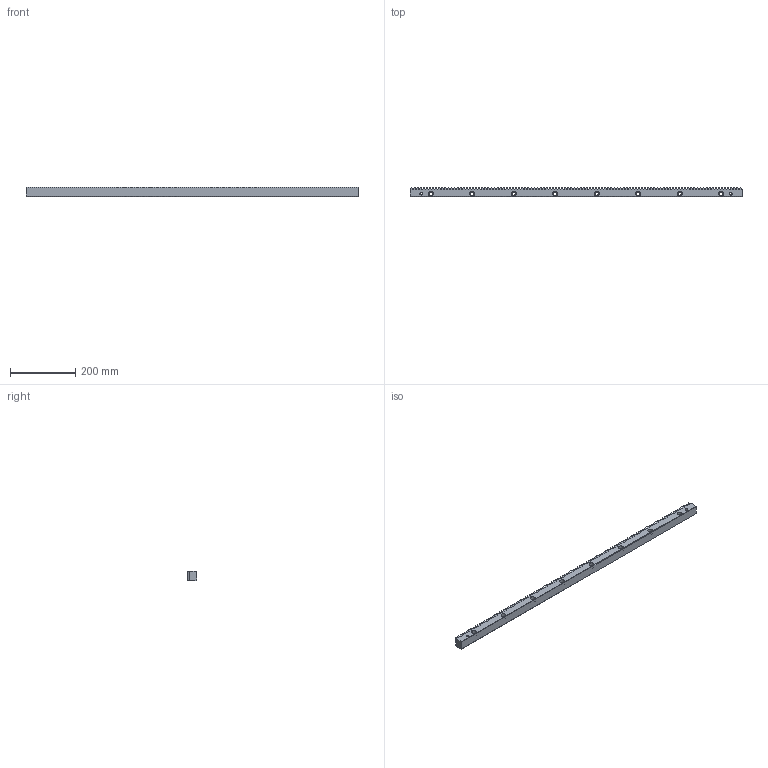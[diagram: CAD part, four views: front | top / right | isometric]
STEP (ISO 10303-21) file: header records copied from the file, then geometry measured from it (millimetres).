
FILE_DESCRIPTION(/* description */ (''),/* implementation_level */ '2;1');
FILE_NAME(/* name */ 'CSTGHO3010.stp',/* time_stamp */ '2022-11-05T16:22:31+08:00',/* author */ (''),/* organization */ (''),/* preprocessor_version */ 'ST-DEVELOPER v18.102',/* originating_system */ 'SIEMENS PLM Software NX2206.5001',/* authorisation */ '');
FILE_SCHEMA (('AUTOMOTIVE_DESIGN { 1 0 10303 214 3 1 1 1 }'));
Length unit declared in the file: millimetre
Products named in the file (1): CSTGHO3010_objects
Bounding box: 1017.88 x 29 x 29 mm (x, y, z)
Volume: 731579 mm3; surface area: 149079.1 mm2
Topology: 1 solids, 1 shells, 466 faces, 1368 edges, 912 vertices
Faces by surface type: plane 448, cylinder 18
Full cylindrical faces by diameter (mm): 7.7 x2, 10 x8, 15 x8
Entity records: 15170 total; most frequent: CARTESIAN_POINT 2729, ORIENTED_EDGE 2700, DIRECTION 2320, EDGE_CURVE 1350, LINE 1314, VECTOR 1314, VERTEX_POINT 912, EDGE_LOOP 512
